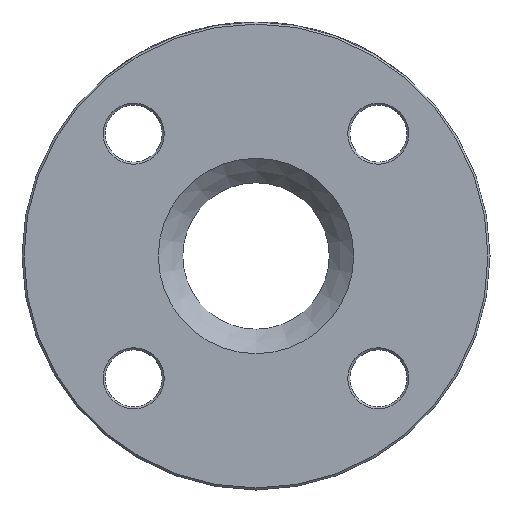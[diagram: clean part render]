
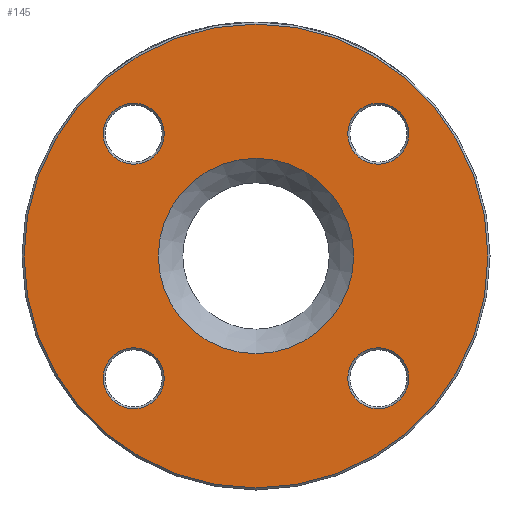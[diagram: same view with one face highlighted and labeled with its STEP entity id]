
A CAD part, left-side view. The second image highlights one B-rep face of the part: STEP entity #145.
In plain terms, the highlighted planar face has unit normal (-1, 0, 0).
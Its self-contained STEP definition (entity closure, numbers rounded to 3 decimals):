
#26 = DIRECTION ( 'NONE',  ( 1., 0., 0. ) ) ;
#29 = FACE_OUTER_BOUND ( 'NONE', #4914, .T. ) ;
#134 = ORIENTED_EDGE ( 'NONE', *, *, #3008, .T. ) ;
#145 = ADVANCED_FACE ( 'NONE', ( #3097, #29, #1785, #4531, #4504, #2745 ), #2318, .F. ) ;
#187 = CARTESIAN_POINT ( 'NONE',  ( 0., 0., -57. ) ) ;
#246 = VERTEX_POINT ( 'NONE', #1991 ) ;
#278 = CIRCLE ( 'NONE', #4401, 7.5 ) ;
#377 = AXIS2_PLACEMENT_3D ( 'NONE', #3471, #5219, #859 ) ;
#462 = ORIENTED_EDGE ( 'NONE', *, *, #4702, .T. ) ;
#491 = EDGE_CURVE ( 'NONE', #3202, #3202, #4842, .T. ) ;
#511 = CIRCLE ( 'NONE', #3714, 7.5 ) ;
#575 = CIRCLE ( 'NONE', #4422, 57. ) ;
#678 = CARTESIAN_POINT ( 'NONE',  ( 0., 0., 0. ) ) ;
#859 = DIRECTION ( 'NONE',  ( 0., 0., -1. ) ) ;
#1042 = VERTEX_POINT ( 'NONE', #187 ) ;
#1086 = EDGE_LOOP ( 'NONE', ( #462 ) ) ;
#1096 = DIRECTION ( 'NONE',  ( -1., 0., 0. ) ) ;
#1213 = EDGE_CURVE ( 'NONE', #246, #246, #4565, .T. ) ;
#1265 = AXIS2_PLACEMENT_3D ( 'NONE', #678, #4207, #4177 ) ;
#1348 = DIRECTION ( 'NONE',  ( 0., 0., -1. ) ) ;
#1357 = EDGE_LOOP ( 'NONE', ( #134 ) ) ;
#1444 = DIRECTION ( 'NONE',  ( 1., 0., 0. ) ) ;
#1456 = EDGE_LOOP ( 'NONE', ( #5398 ) ) ;
#1486 = ORIENTED_EDGE ( 'NONE', *, *, #2690, .T. ) ;
#1590 = ORIENTED_EDGE ( 'NONE', *, *, #1213, .T. ) ;
#1785 = FACE_BOUND ( 'NONE', #4955, .T. ) ;
#1819 = AXIS2_PLACEMENT_3D ( 'NONE', #2717, #5289, #1348 ) ;
#1938 = VERTEX_POINT ( 'NONE', #2528 ) ;
#1945 = ORIENTED_EDGE ( 'NONE', *, *, #5582, .T. ) ;
#1991 = CARTESIAN_POINT ( 'NONE',  ( 0., -30.052, -37.552 ) ) ;
#2318 = PLANE ( 'NONE',  #1819 ) ;
#2475 = DIRECTION ( 'NONE',  ( 0., 0., -1. ) ) ;
#2528 = CARTESIAN_POINT ( 'NONE',  ( 0., 30.052, -37.552 ) ) ;
#2690 = EDGE_CURVE ( 'NONE', #1042, #1042, #575, .T. ) ;
#2701 = DIRECTION ( 'NONE',  ( 0., 0., -1. ) ) ;
#2717 = CARTESIAN_POINT ( 'NONE',  ( 0., 18., 0. ) ) ;
#2726 = CARTESIAN_POINT ( 'NONE',  ( 0., -30.052, -30.052 ) ) ;
#2745 = FACE_BOUND ( 'NONE', #1086, .T. ) ;
#2846 = CARTESIAN_POINT ( 'NONE',  ( 0., 0., -24. ) ) ;
#2965 = CARTESIAN_POINT ( 'NONE',  ( 0., -30.052, 22.552 ) ) ;
#3008 = EDGE_CURVE ( 'NONE', #1938, #1938, #511, .T. ) ;
#3097 = FACE_BOUND ( 'NONE', #1456, .T. ) ;
#3202 = VERTEX_POINT ( 'NONE', #2846 ) ;
#3436 = VERTEX_POINT ( 'NONE', #5124 ) ;
#3471 = CARTESIAN_POINT ( 'NONE',  ( 0., -30.052, 30.052 ) ) ;
#3501 = CIRCLE ( 'NONE', #377, 7.5 ) ;
#3545 = DIRECTION ( 'NONE',  ( 1., 0., 0. ) ) ;
#3714 = AXIS2_PLACEMENT_3D ( 'NONE', #4877, #26, #5344 ) ;
#3841 = AXIS2_PLACEMENT_3D ( 'NONE', #2726, #3545, #4512 ) ;
#4028 = CARTESIAN_POINT ( 'NONE',  ( 0., 30.052, 30.052 ) ) ;
#4177 = DIRECTION ( 'NONE',  ( 0., 0., -1. ) ) ;
#4207 = DIRECTION ( 'NONE',  ( 1., 0., 0. ) ) ;
#4401 = AXIS2_PLACEMENT_3D ( 'NONE', #4028, #1444, #2701 ) ;
#4422 = AXIS2_PLACEMENT_3D ( 'NONE', #4636, #1096, #2475 ) ;
#4504 = FACE_BOUND ( 'NONE', #1357, .T. ) ;
#4512 = DIRECTION ( 'NONE',  ( 0., 0., -1. ) ) ;
#4531 = FACE_BOUND ( 'NONE', #4876, .T. ) ;
#4565 = CIRCLE ( 'NONE', #3841, 7.5 ) ;
#4636 = CARTESIAN_POINT ( 'NONE',  ( 0., 0., 0. ) ) ;
#4698 = VERTEX_POINT ( 'NONE', #2965 ) ;
#4702 = EDGE_CURVE ( 'NONE', #3436, #3436, #278, .T. ) ;
#4842 = CIRCLE ( 'NONE', #1265, 24. ) ;
#4876 = EDGE_LOOP ( 'NONE', ( #1590 ) ) ;
#4877 = CARTESIAN_POINT ( 'NONE',  ( 0., 30.052, -30.052 ) ) ;
#4914 = EDGE_LOOP ( 'NONE', ( #1486 ) ) ;
#4955 = EDGE_LOOP ( 'NONE', ( #1945 ) ) ;
#5124 = CARTESIAN_POINT ( 'NONE',  ( 0., 30.052, 22.552 ) ) ;
#5219 = DIRECTION ( 'NONE',  ( 1., 0., 0. ) ) ;
#5289 = DIRECTION ( 'NONE',  ( 1., 0., 0. ) ) ;
#5344 = DIRECTION ( 'NONE',  ( 0., 0., -1. ) ) ;
#5398 = ORIENTED_EDGE ( 'NONE', *, *, #491, .T. ) ;
#5582 = EDGE_CURVE ( 'NONE', #4698, #4698, #3501, .T. ) ;
